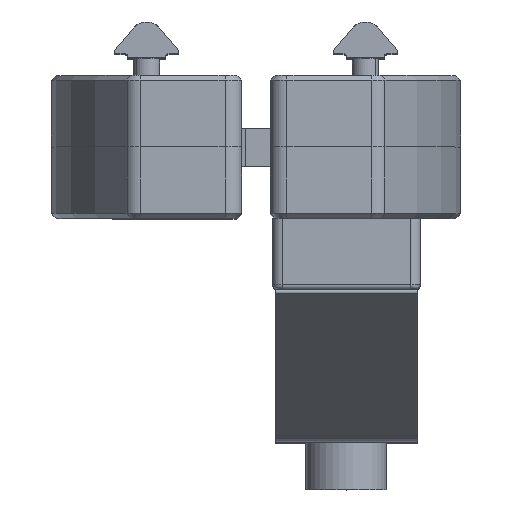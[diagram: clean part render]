
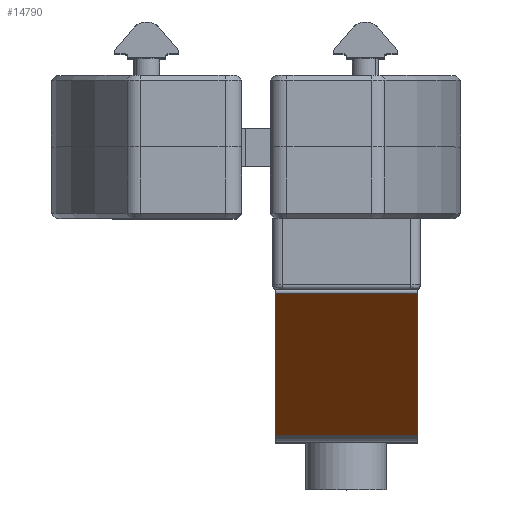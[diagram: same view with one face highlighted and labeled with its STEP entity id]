
A CAD part, top view. The second image highlights one B-rep face of the part: STEP entity #14790.
In plain terms, the highlighted planar face has unit normal (0, -0.773, 0.634).
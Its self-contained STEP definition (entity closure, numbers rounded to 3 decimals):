
#14630=CARTESIAN_POINT('',(57.,-45.889,-21.58));
#14631=VERTEX_POINT('',#14630);
#14639=CARTESIAN_POINT('',(57.,-75.641,-57.841));
#14640=VERTEX_POINT('',#14639);
#14641=CARTESIAN_POINT('',(57.,-75.641,-57.841));
#14642=DIRECTION('',(0.0,0.634,0.773));
#14643=VECTOR('',#14642,46.904);
#14644=LINE('',#14641,#14643);
#14645=EDGE_CURVE('',#14640,#14631,#14644,.T.);
#14742=CARTESIAN_POINT('',(27.,-45.889,-21.58));
#14743=VERTEX_POINT('',#14742);
#14751=CARTESIAN_POINT('',(27.,-45.889,-21.58));
#14752=DIRECTION('',(1.0,0.0,0.0));
#14753=VECTOR('',#14752,30.0);
#14754=LINE('',#14751,#14753);
#14755=EDGE_CURVE('',#14743,#14631,#14754,.T.);
#14767=CARTESIAN_POINT('',(25.5,-77.129,-59.654));
#14768=DIRECTION('',(0.,-0.773,0.634));
#14769=DIRECTION('',(1.0,0.0,0.0));
#14770=AXIS2_PLACEMENT_3D('',#14767,#14768,#14769);
#14771=PLANE('',#14770);
#14772=ORIENTED_EDGE('',*,*,#14755,.F.);
#14773=CARTESIAN_POINT('',(27.,-75.641,-57.841));
#14774=VERTEX_POINT('',#14773);
#14775=CARTESIAN_POINT('',(27.,-45.889,-21.58));
#14776=DIRECTION('',(0.0,-0.634,-0.773));
#14777=VECTOR('',#14776,46.904);
#14778=LINE('',#14775,#14777);
#14779=EDGE_CURVE('',#14743,#14774,#14778,.T.);
#14780=ORIENTED_EDGE('',*,*,#14779,.T.);
#14781=CARTESIAN_POINT('',(57.,-75.641,-57.841));
#14782=DIRECTION('',(-1.0,0.0,0.0));
#14783=VECTOR('',#14782,30.0);
#14784=LINE('',#14781,#14783);
#14785=EDGE_CURVE('',#14640,#14774,#14784,.T.);
#14786=ORIENTED_EDGE('',*,*,#14785,.F.);
#14787=ORIENTED_EDGE('',*,*,#14645,.T.);
#14788=EDGE_LOOP('',(#14772,#14780,#14786,#14787));
#14789=FACE_OUTER_BOUND('',#14788,.T.);
#14790=ADVANCED_FACE('',(#14789),#14771,.T.);
